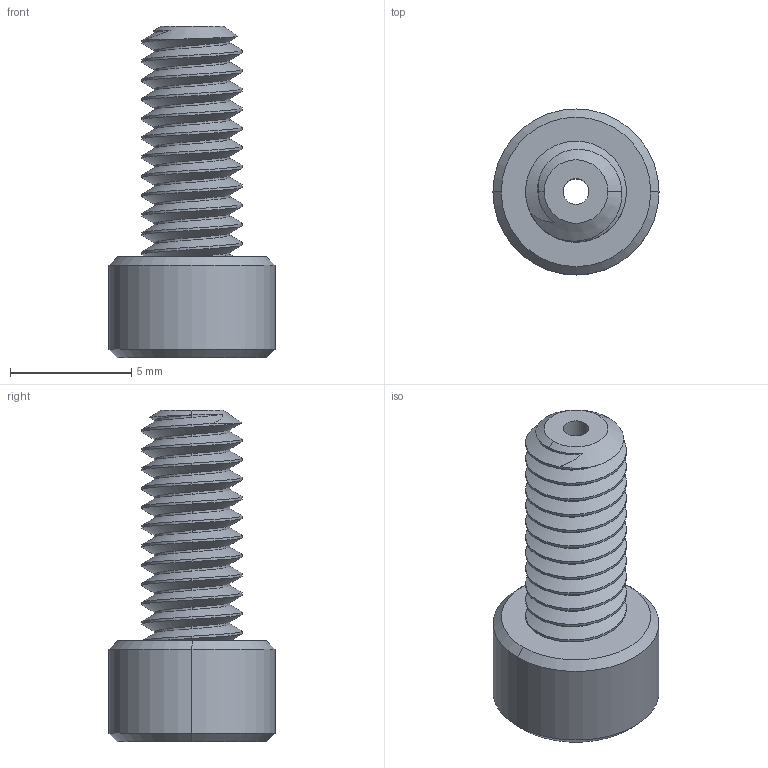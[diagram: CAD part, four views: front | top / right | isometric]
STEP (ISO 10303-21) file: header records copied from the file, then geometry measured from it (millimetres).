
FILE_DESCRIPTION (( 'STEP AP214' ), '1' );
FILE_NAME ('TTN189157-E0W.STEP', '2019-10-09T21:57:26', ( '' ), ( '' ), 'SwSTEP 2.0', 'SolidWorks 2018', '' );
FILE_SCHEMA (( 'AUTOMOTIVE_DESIGN' ));
Length unit declared in the file: inch
Products named in the file (1): TTN189157-E0W
Bounding box: 6.86 x 6.86 x 13.69 mm (x, y, z)
Volume: 211.3 mm3; surface area: 406.8 mm2
Topology: 1 solids, 1 shells, 78 faces, 206 edges, 132 vertices
Faces by surface type: cylinder 53, cone 13, plane 10, bspline 2
Entity records: 3706 total; most frequent: CARTESIAN_POINT 2040, ORIENTED_EDGE 412, DIRECTION 274, EDGE_CURVE 206, VERTEX_POINT 132, AXIS2_PLACEMENT_3D 102, EDGE_LOOP 82, FACE_OUTER_BOUND 78
